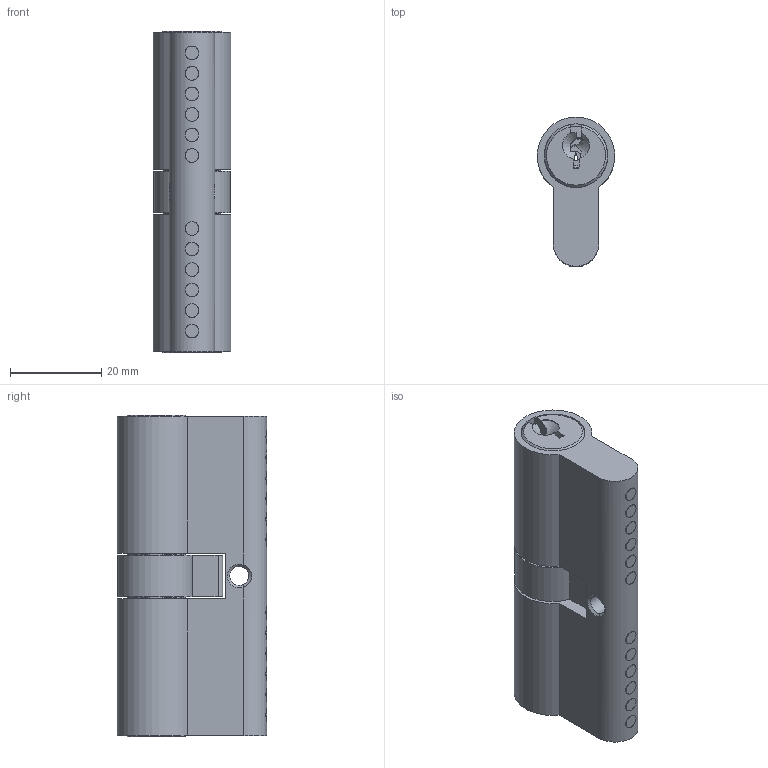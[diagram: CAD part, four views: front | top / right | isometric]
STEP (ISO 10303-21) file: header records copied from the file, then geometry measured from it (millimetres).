
FILE_DESCRIPTION (( 'STEP AP203' ), '1' );
FILE_NAME ('8595-70.step', '2019-11-29T07:57:35', ( '' ), ( '' ), 'SwSTEP 2.0', 'SolidWorks 2015', '' );
FILE_SCHEMA (( 'CONFIG_CONTROL_DESIGN' ));
Length unit declared in the file: millimetre
Products named in the file (27): 8590-XX Teil2_8590-70 Teil2; 8590-XX Teil6; 8590-XX Teil2; 8595-70; 8590-XX Teil4; 8590-XX Teil1_8590-70 Teil1; 8590-XX Teil6_8590-XX Teil6; 8590-XX Teil4_8590-XX Teil4; 8590-XX Teil5; 8590-XX Teil3; 8590-XX Teil5_8590-XX Teil5; 8590-XX Teil3_8590-XX Teil3; 8590-XX Teil1
Assembly tree (20 placements, depth 2):
  8590-XX Teil6
  8590-XX Teil2
  8590-XX Teil6
  8590-XX Teil6
  8595-70
    8590-XX Teil1_8590-70 Teil1
    8590-XX Teil2_8590-70 Teil2  x2
    8590-XX Teil3_8590-XX Teil3
    8590-XX Teil4_8590-XX Teil4  x2
    8590-XX Teil5_8590-XX Teil5
    8590-XX Teil6_8590-XX Teil6  x12
Bounding box: 16.95 x 32.72 x 70.4 mm (x, y, z)
Volume: 22648.3 mm3; surface area: 17975.3 mm2
Topology: 19 solids, 19 shells, 467 faces, 1215 edges, 791 vertices
Faces by surface type: plane 257, bspline 101, cylinder 95, cone 12, torus 2
Full cylindrical faces by diameter (mm): 1.95 x1, 3 x39, 4.2 x1, 4.35 x2, 13 x2, 14 x2
Entity records: 21260 total; most frequent: CARTESIAN_POINT 10620, ORIENTED_EDGE 1792, DIRECTION 1315, EDGE_CURVE 896, VERTEX_POINT 606, LINE 533, VECTOR 533, EDGE_LOOP 448
